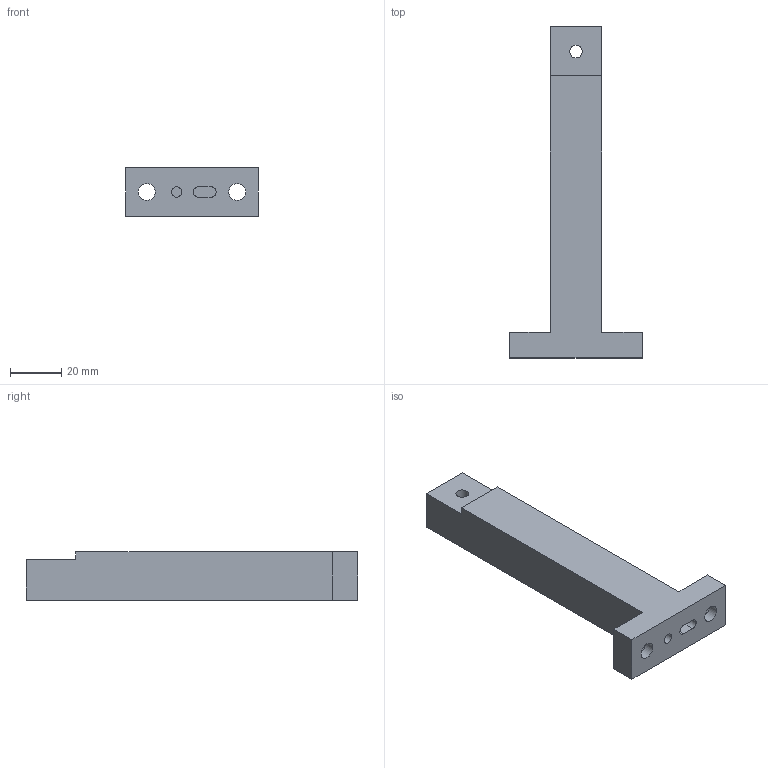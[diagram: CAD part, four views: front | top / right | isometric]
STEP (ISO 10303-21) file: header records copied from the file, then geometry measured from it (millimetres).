
FILE_DESCRIPTION(/* description */ ('Secondary Rail Carrier'),/* implementation_level */ '2;1');
FILE_NAME(/* name */ 'FAB-CAM007 - Secondary Rail Carrier.stp',/* time_stamp */ '2020-02-10T12:01:30+00:00',/* author */ ('whgu0532'),/* organization */ (''),/* preprocessor_version */ 'ST-DEVELOPER v18',/* originating_system */ 'Autodesk Inventor 2020',/* authorisation */ '');
FILE_SCHEMA (('AUTOMOTIVE_DESIGN { 1 0 10303 214 3 1 1 }'));
Length unit declared in the file: millimetre
Products named in the file (1): FAB-CAM007
Bounding box: 52 x 130 x 19 mm (x, y, z)
Volume: 52300.5 mm3; surface area: 13485.8 mm2
Topology: 1 solids, 1 shells, 28 faces, 78 edges, 56 vertices
Faces by surface type: plane 18, cylinder 8, cone 2
Full cylindrical faces by diameter (mm): 4 x1, 5 x1, 6.6 x2, 11 x2
Entity records: 984 total; most frequent: DIRECTION 168, CARTESIAN_POINT 163, ORIENTED_EDGE 156, EDGE_CURVE 78, AXIS2_PLACEMENT_3D 61, VERTEX_POINT 56, LINE 46, VECTOR 46
